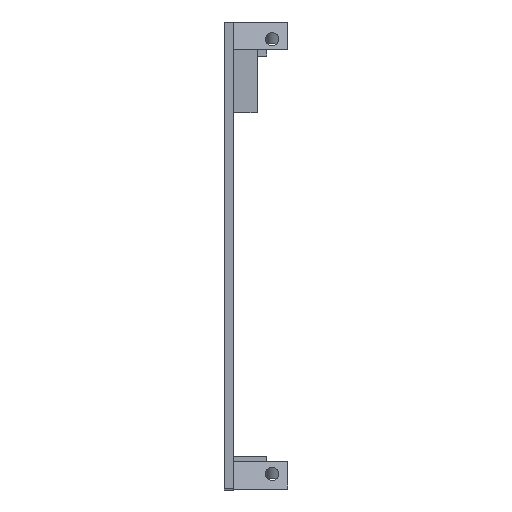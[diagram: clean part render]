
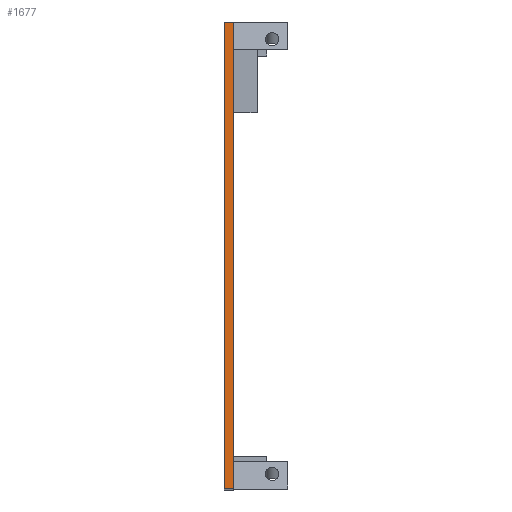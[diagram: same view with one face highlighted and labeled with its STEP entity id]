
A CAD part, top view. The second image highlights one B-rep face of the part: STEP entity #1677.
In plain terms, the highlighted planar face has unit normal (0, 0, 1).
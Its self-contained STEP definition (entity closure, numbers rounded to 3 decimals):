
#24 = VERTEX_POINT('',#25);
#25 = CARTESIAN_POINT('',(8.,0.,4.));
#31 = EDGE_CURVE('',#24,#32,#34,.T.);
#32 = VERTEX_POINT('',#33);
#33 = CARTESIAN_POINT('',(8.,-98.5,4.));
#34 = LINE('',#35,#36);
#35 = CARTESIAN_POINT('',(8.,98.5,4.));
#36 = VECTOR('',#37,1.);
#37 = DIRECTION('',(0.,-1.,0.));
#816 = VERTEX_POINT('',#817);
#817 = CARTESIAN_POINT('',(6.,0.,4.));
#823 = EDGE_CURVE('',#24,#816,#824,.T.);
#824 = LINE('',#825,#826);
#825 = CARTESIAN_POINT('',(50.5,0.,4.));
#826 = VECTOR('',#827,1.);
#827 = DIRECTION('',(-1.,0.,0.));
#1385 = VERTEX_POINT('',#1386);
#1386 = CARTESIAN_POINT('',(6.,-98.5,4.));
#1392 = EDGE_CURVE('',#1385,#32,#1393,.T.);
#1393 = LINE('',#1394,#1395);
#1394 = CARTESIAN_POINT('',(6.,-98.5,4.));
#1395 = VECTOR('',#1396,1.);
#1396 = DIRECTION('',(1.,0.,0.));
#1677 = ADVANCED_FACE('',(#1678),#1689,.T.);
#1678 = FACE_BOUND('',#1679,.T.);
#1679 = EDGE_LOOP('',(#1680,#1681,#1687,#1688));
#1680 = ORIENTED_EDGE('',*,*,#823,.T.);
#1681 = ORIENTED_EDGE('',*,*,#1682,.T.);
#1682 = EDGE_CURVE('',#816,#1385,#1683,.T.);
#1683 = LINE('',#1684,#1685);
#1684 = CARTESIAN_POINT('',(6.,98.5,4.));
#1685 = VECTOR('',#1686,1.);
#1686 = DIRECTION('',(0.,-1.,0.));
#1687 = ORIENTED_EDGE('',*,*,#1392,.T.);
#1688 = ORIENTED_EDGE('',*,*,#31,.F.);
#1689 = PLANE('',#1690);
#1690 = AXIS2_PLACEMENT_3D('',#1691,#1692,#1693);
#1691 = CARTESIAN_POINT('',(6.,98.5,4.));
#1692 = DIRECTION('',(0.,0.,1.));
#1693 = DIRECTION('',(1.,0.,-0.));
